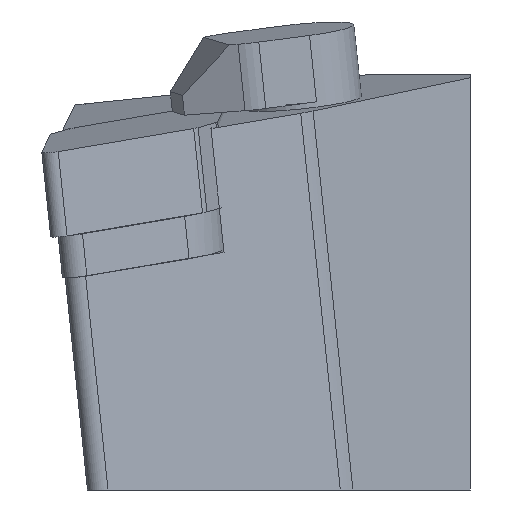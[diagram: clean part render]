
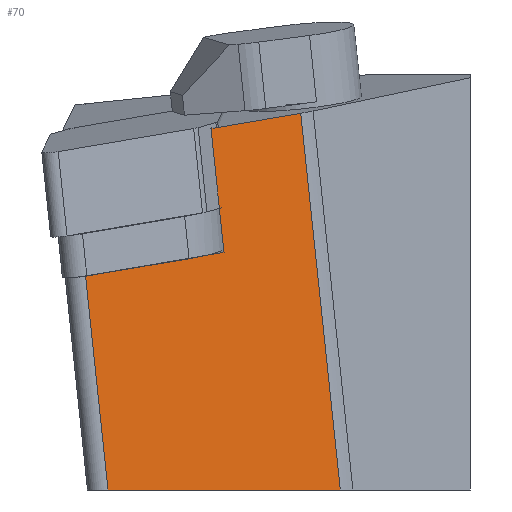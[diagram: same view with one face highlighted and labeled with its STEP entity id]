
A CAD part, left-side view. The second image highlights one B-rep face of the part: STEP entity #70.
In plain terms, the highlighted planar face has unit normal (-0.849, -0.527, -0.034).
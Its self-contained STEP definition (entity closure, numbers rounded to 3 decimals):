
#70=ADVANCED_FACE('',(#160),#124,.F.);
#124=PLANE('',#1044);
#160=FACE_OUTER_BOUND('',#215,.T.);
#215=EDGE_LOOP('',(#497,#498,#499,#500,#501,#502,#503));
#265=LINE('',#1420,#371);
#272=LINE('',#1443,#378);
#280=LINE('',#1461,#386);
#281=LINE('',#1463,#387);
#282=LINE('',#1465,#388);
#283=LINE('',#1467,#389);
#284=LINE('',#1468,#390);
#371=VECTOR('',#1130,1.);
#378=VECTOR('',#1149,1.);
#386=VECTOR('',#1161,1.);
#387=VECTOR('',#1162,1.);
#388=VECTOR('',#1163,1.);
#389=VECTOR('',#1164,1.);
#390=VECTOR('',#1165,1.);
#497=ORIENTED_EDGE('',*,*,#858,.F.);
#498=ORIENTED_EDGE('',*,*,#877,.F.);
#499=ORIENTED_EDGE('',*,*,#878,.T.);
#500=ORIENTED_EDGE('',*,*,#879,.F.);
#501=ORIENTED_EDGE('',*,*,#880,.T.);
#502=ORIENTED_EDGE('',*,*,#868,.F.);
#503=ORIENTED_EDGE('',*,*,#881,.T.);
#763=VERTEX_POINT('',#1418);
#765=VERTEX_POINT('',#1421);
#774=VERTEX_POINT('',#1442);
#775=VERTEX_POINT('',#1444);
#783=VERTEX_POINT('',#1462);
#784=VERTEX_POINT('',#1464);
#785=VERTEX_POINT('',#1466);
#858=EDGE_CURVE('',#763,#765,#265,.T.);
#868=EDGE_CURVE('',#774,#775,#272,.T.);
#877=EDGE_CURVE('',#783,#763,#280,.T.);
#878=EDGE_CURVE('',#783,#784,#281,.T.);
#879=EDGE_CURVE('',#785,#784,#282,.T.);
#880=EDGE_CURVE('',#785,#775,#283,.T.);
#881=EDGE_CURVE('',#774,#765,#284,.T.);
#1044=AXIS2_PLACEMENT_3D('',#1469,#1166,#1167);
#1130=DIRECTION('',(0.518,-0.843,0.143));
#1149=DIRECTION('',(0.518,-0.843,0.143));
#1161=DIRECTION('',(0.518,-0.843,0.143));
#1162=DIRECTION('',(0.105,-0.104,-0.989));
#1163=DIRECTION('',(-0.527,0.85,0.));
#1164=DIRECTION('',(-0.105,0.104,0.989));
#1165=DIRECTION('',(0.105,-0.104,-0.989));
#1166=DIRECTION('',(0.849,0.527,0.034));
#1167=DIRECTION('',(0.527,-0.85,0.));
#1418=CARTESIAN_POINT('',(8.663,19.768,-7.535));
#1420=CARTESIAN_POINT('',(3.2,28.668,-9.048));
#1421=CARTESIAN_POINT('',(9.537,18.345,-7.293));
#1442=CARTESIAN_POINT('',(8.562,19.314,1.935));
#1443=CARTESIAN_POINT('',(2.224,29.638,0.18));
#1444=CARTESIAN_POINT('',(12.666,12.628,3.071));
#1461=CARTESIAN_POINT('',(3.2,28.668,-9.048));
#1462=CARTESIAN_POINT('',(3.2,28.668,-9.048));
#1463=CARTESIAN_POINT('',(6.374,25.511,-39.086));
#1464=CARTESIAN_POINT('',(4.885,26.992,-25.));
#1465=CARTESIAN_POINT('',(5.963,25.256,-25.));
#1466=CARTESIAN_POINT('',(15.633,9.677,-25.));
#1467=CARTESIAN_POINT('',(16.816,8.501,-36.195));
#1468=CARTESIAN_POINT('',(8.492,19.384,2.597));
#1469=CARTESIAN_POINT('',(6.374,25.511,-39.086));
